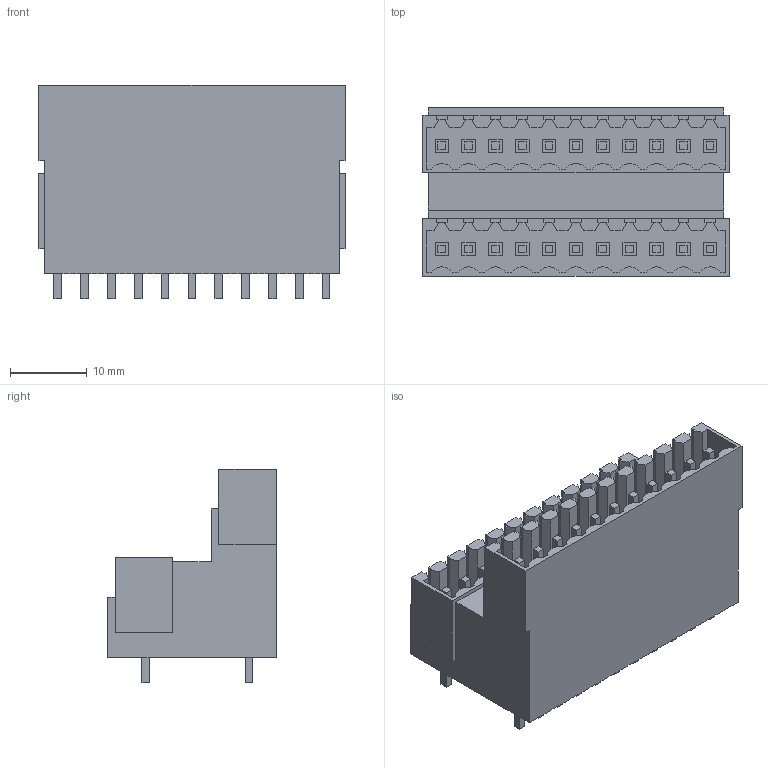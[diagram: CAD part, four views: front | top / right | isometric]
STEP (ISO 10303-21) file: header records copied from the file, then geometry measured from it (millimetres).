
FILE_DESCRIPTION(('CATIA V5 STEP Exchange','CAx-IF Rec.Pracs.--- Model Styling and Organization---1.4--- 2014-01-23'),'2;1');
FILE_NAME ('D1458753_1_1891230000_1891230000.stp','2022-08-10T11:45:23+00:00',('none'),('Weidmueller'),'CATIA Version 5-6 Release 2016 SP3 HF44','CATIA V5 STEP AP214','none');
FILE_SCHEMA(('AUTOMOTIVE_DESIGN { 1 0 10303 214 1 1 1 1 }'));
Length unit declared in the file: millimetre
Products named in the file (1): 1891230000
Bounding box: 39.9 x 22 x 27.77 mm (x, y, z)
Volume: 11617.3 mm3; surface area: 8194.2 mm2
Topology: 23 solids, 23 shells, 536 faces, 1534 edges, 1066 vertices
Faces by surface type: plane 514, cylinder 22
Entity records: 16342 total; most frequent: ORIENTED_EDGE 3068, CARTESIAN_POINT 2943, DIRECTION 2218, EDGE_CURVE 1534, VECTOR 1490, LINE 1490, VERTEX_POINT 1066, EDGE_LOOP 558
